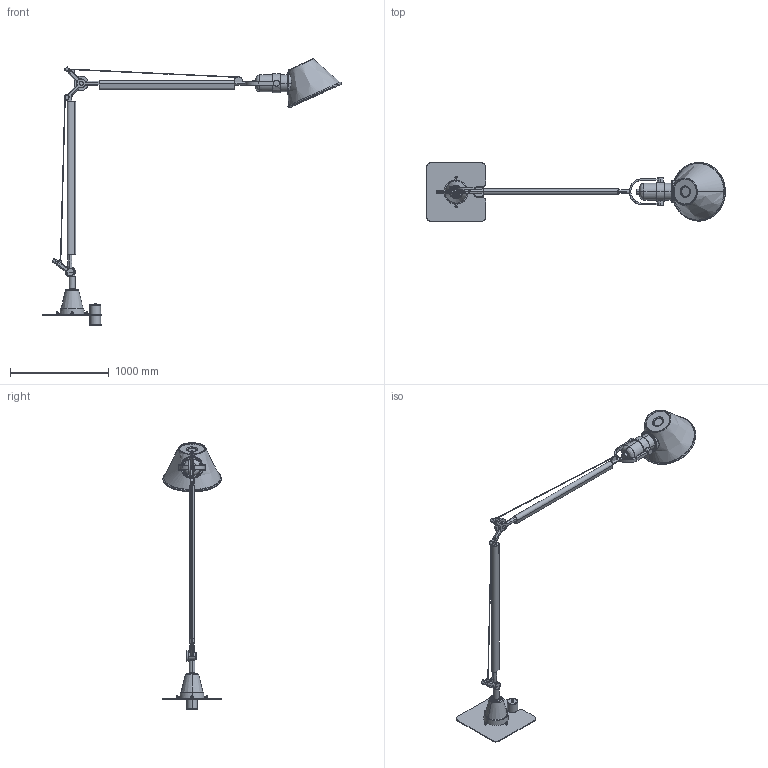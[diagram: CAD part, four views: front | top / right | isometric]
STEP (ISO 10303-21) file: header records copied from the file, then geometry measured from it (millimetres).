
FILE_DESCRIPTION(/* description */ (''),/* implementation_level */ '2;1');
FILE_NAME(/* name */ 'TolomeoXXL_supp.fisso_3D B',/* time_stamp */ '2011-12-16T17:36:02+01:00',/* author */ (''),/* organization */ (''),/* preprocessor_version */ 'ST-DEVELOPER v10',/* originating_system */ '',/* authorisation */ '');
FILE_SCHEMA (('CONFIG_CONTROL_DESIGN'));
Length unit declared in the file: millimetre
Products named in the file (1): 1
Bounding box: 3033.72 x 600 x 2702.94 mm (x, y, z)
Volume: 14600073.3 mm3; surface area: 3225359.8 mm2
Topology: 14 solids, 178 shells, 520 faces, 1768 edges, 1412 vertices
Faces by surface type: bspline 397, plane 123
Entity records: 34592 total; most frequent: CARTESIAN_POINT 25675, ORIENTED_EDGE 2588, EDGE_CURVE 1705, VERTEX_POINT 1367, B_SPLINE_CURVE_WITH_KNOTS 746, EDGE_LOOP 557, ADVANCED_FACE 520, FACE_OUTER_BOUND 520
